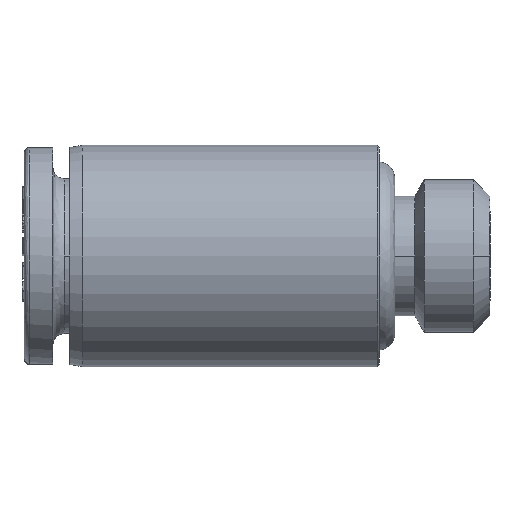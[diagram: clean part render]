
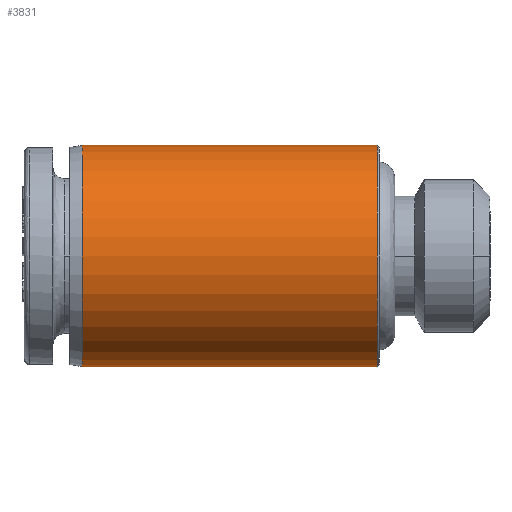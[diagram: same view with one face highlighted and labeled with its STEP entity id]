
A CAD part, left-side view. The second image highlights one B-rep face of the part: STEP entity #3831.
In plain terms, the highlighted cylindrical face has radius 5 mm (diameter 10 mm), a partial arc.
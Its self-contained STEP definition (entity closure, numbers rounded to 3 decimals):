
#147 = EDGE_CURVE ( 'NONE', #3726, #3051, #2839, .T. ) ;
#236 = LINE ( 'NONE', #1343, #7220 ) ;
#909 = CARTESIAN_POINT ( 'NONE',  ( 0., 36.629, 0. ) ) ;
#1120 = EDGE_CURVE ( 'NONE', #1291, #3726, #2148, .T. ) ;
#1267 = EDGE_CURVE ( 'NONE', #1637, #3051, #7807, .T. ) ;
#1291 = VERTEX_POINT ( 'NONE', #2889 ) ;
#1343 = CARTESIAN_POINT ( 'NONE',  ( 0., 36.629, 5. ) ) ;
#1538 = DIRECTION ( 'NONE',  ( 0., -1., 0. ) ) ;
#1578 = ORIENTED_EDGE ( 'NONE', *, *, #147, .T. ) ;
#1637 = VERTEX_POINT ( 'NONE', #6633 ) ;
#2129 = CARTESIAN_POINT ( 'NONE',  ( 0., 23.296, -5. ) ) ;
#2148 = CIRCLE ( 'NONE', #2978, 5. ) ;
#2779 = EDGE_LOOP ( 'NONE', ( #6083, #3329, #1578, #10135 ) ) ;
#2839 = LINE ( 'NONE', #3885, #9637 ) ;
#2889 = CARTESIAN_POINT ( 'NONE',  ( 0., 36.629, 5. ) ) ;
#2978 = AXIS2_PLACEMENT_3D ( 'NONE', #4821, #4767, #4589 ) ;
#3014 = FACE_OUTER_BOUND ( 'NONE', #2779, .T. ) ;
#3051 = VERTEX_POINT ( 'NONE', #2129 ) ;
#3329 = ORIENTED_EDGE ( 'NONE', *, *, #1120, .T. ) ;
#3726 = VERTEX_POINT ( 'NONE', #5645 ) ;
#3831 = ADVANCED_FACE ( 'NONE', ( #3014 ), #11327, .T. ) ;
#3885 = CARTESIAN_POINT ( 'NONE',  ( 0., 36.629, -5. ) ) ;
#4328 = DIRECTION ( 'NONE',  ( 0., 0., -1. ) ) ;
#4589 = DIRECTION ( 'NONE',  ( 0., 0., -1. ) ) ;
#4666 = AXIS2_PLACEMENT_3D ( 'NONE', #909, #7678, #4328 ) ;
#4767 = DIRECTION ( 'NONE',  ( 0., -1., 0. ) ) ;
#4821 = CARTESIAN_POINT ( 'NONE',  ( 0., 36.629, 0. ) ) ;
#5321 = AXIS2_PLACEMENT_3D ( 'NONE', #10187, #1538, #9374 ) ;
#5645 = CARTESIAN_POINT ( 'NONE',  ( 0., 36.629, -5. ) ) ;
#6083 = ORIENTED_EDGE ( 'NONE', *, *, #6530, .F. ) ;
#6530 = EDGE_CURVE ( 'NONE', #1291, #1637, #236, .T. ) ;
#6633 = CARTESIAN_POINT ( 'NONE',  ( 0., 23.296, 5. ) ) ;
#7220 = VECTOR ( 'NONE', #7478, 1000. ) ;
#7478 = DIRECTION ( 'NONE',  ( 0., -1., 0. ) ) ;
#7678 = DIRECTION ( 'NONE',  ( 0., -1., 0. ) ) ;
#7807 = CIRCLE ( 'NONE', #5321, 5. ) ;
#9374 = DIRECTION ( 'NONE',  ( 0., 0., -1. ) ) ;
#9588 = DIRECTION ( 'NONE',  ( 0., -1., 0. ) ) ;
#9637 = VECTOR ( 'NONE', #9588, 1000. ) ;
#10135 = ORIENTED_EDGE ( 'NONE', *, *, #1267, .F. ) ;
#10187 = CARTESIAN_POINT ( 'NONE',  ( 0., 23.296, 0. ) ) ;
#11327 = CYLINDRICAL_SURFACE ( 'NONE', #4666, 5. ) ;
